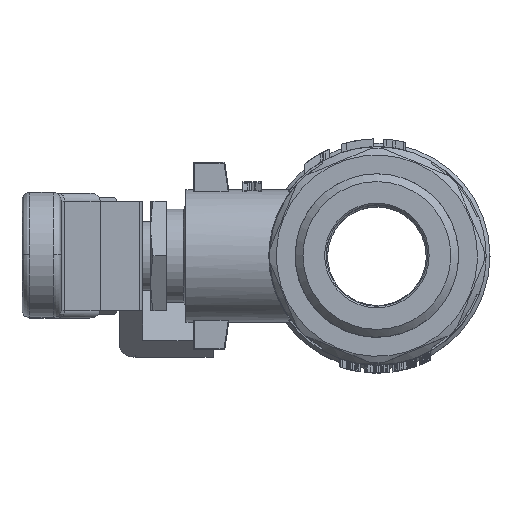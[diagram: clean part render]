
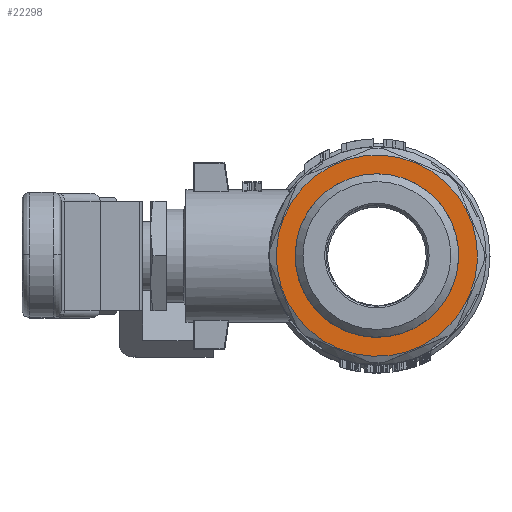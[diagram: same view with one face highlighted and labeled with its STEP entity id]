
A CAD part, top view. The second image highlights one B-rep face of the part: STEP entity #22298.
In plain terms, the highlighted planar face has unit normal (0, 0, 1).
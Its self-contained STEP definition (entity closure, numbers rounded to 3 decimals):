
#2150=CIRCLE('',#32772,12.9);
#2151=CIRCLE('',#32774,10.478);
#8620=ORIENTED_EDGE('',*,*,#12163,.T.);
#8621=ORIENTED_EDGE('',*,*,#12164,.F.);
#12163=EDGE_CURVE('',#14443,#14443,#2150,.T.);
#12164=EDGE_CURVE('',#14444,#14444,#2151,.T.);
#14443=VERTEX_POINT('',#49731);
#14444=VERTEX_POINT('',#49734);
#18633=EDGE_LOOP('',(#8620));
#18634=EDGE_LOOP('',(#8621));
#19990=FACE_BOUND('',#18633,.T.);
#19991=FACE_BOUND('',#18634,.T.);
#21108=PLANE('',#32773);
#22298=ADVANCED_FACE('',(#19990,#19991),#21108,.T.);
#32772=AXIS2_PLACEMENT_3D('',#49730,#40167,#40168);
#32773=AXIS2_PLACEMENT_3D('',#49732,#40169,#40170);
#32774=AXIS2_PLACEMENT_3D('',#49733,#40171,#40172);
#40167=DIRECTION('',(0.,0.,1.));
#40168=DIRECTION('',(0.924,-0.383,0.));
#40169=DIRECTION('',(0.,0.,1.));
#40170=DIRECTION('',(1.,0.,0.));
#40171=DIRECTION('',(0.,0.,1.));
#40172=DIRECTION('',(0.924,-0.383,0.));
#49730=CARTESIAN_POINT('',(-3.5,0.,5.5));
#49731=CARTESIAN_POINT('',(8.418,-4.937,5.5));
#49732=CARTESIAN_POINT('',(1.334,11.296,5.5));
#49733=CARTESIAN_POINT('',(-3.5,0.,5.5));
#49734=CARTESIAN_POINT('',(6.18,-4.01,5.5));
